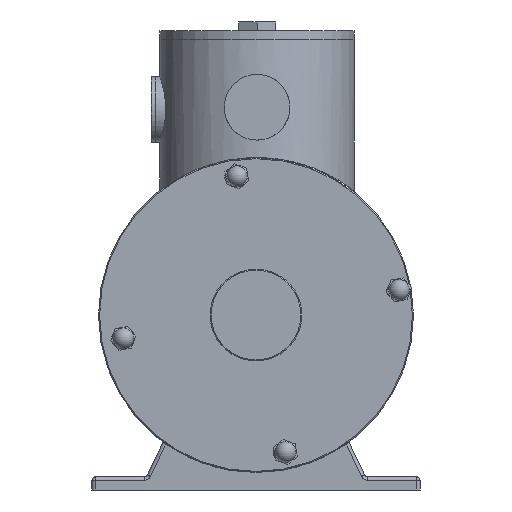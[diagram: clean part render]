
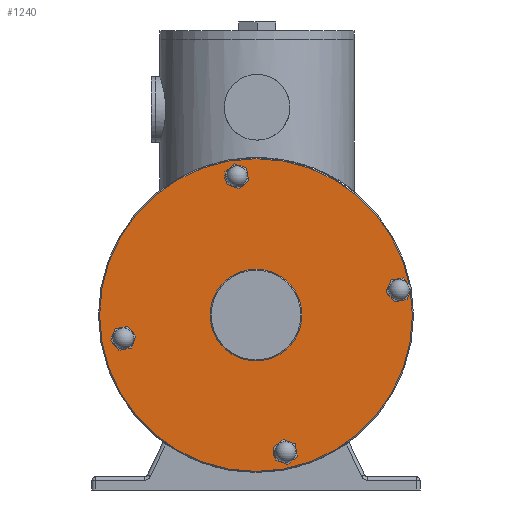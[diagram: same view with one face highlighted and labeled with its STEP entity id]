
A CAD part, front view. The second image highlights one B-rep face of the part: STEP entity #1240.
In plain terms, the highlighted planar face has unit normal (0, -1, 0).
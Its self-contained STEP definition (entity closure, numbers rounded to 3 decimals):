
#1240=ADVANCED_FACE('', (#1250,#1260,#1270,#1280,#1290,#1300), #1310, 
.T.);
#11230=AXIS2_PLACEMENT_3D('Ax2Pl3d', #11240, #11250, #11260);
#11390=AXIS2_PLACEMENT_3D('Ax2Pl3d', #11400, #11410, #11420);
#11550=AXIS2_PLACEMENT_3D('Ax2Pl3d', #11560, #11570, #11580);
#11710=AXIS2_PLACEMENT_3D('Ax2Pl3d', #11720, #11730, #11740);
#12990=AXIS2_PLACEMENT_3D('Ax2Pl3d', #13000, #13010, #13020);
#13030=AXIS2_PLACEMENT_3D('Ax2Pl3d', #13040, #13050, #13060);
#13070=AXIS2_PLACEMENT_3D('Ax2Pl3d', #13080, #13090, #13100);
#11240=CARTESIAN_POINT('HicPkt', (230.399,-142.698,
33.975));
#65480=CARTESIAN_POINT('', (230.399,-142.698,37.225))
;
#11400=CARTESIAN_POINT('HicPkt', (304.541,-142.698,
-17.939));
#65570=CARTESIAN_POINT('', (304.541,-142.698,-14.689))
;
#11560=CARTESIAN_POINT('HicPkt', (252.626,-142.698,
-92.08));
#65660=CARTESIAN_POINT('', (252.626,-142.698,-88.83)
);
#11720=CARTESIAN_POINT('HicPkt', (178.485,-142.698,
-40.166));
#65750=CARTESIAN_POINT('', (178.485,-142.698,-36.916)
);
#13000=CARTESIAN_POINT('HicPkt', (170.013,-142.698,
-29.053));
#13040=CARTESIAN_POINT('HicPkt', (241.513,-142.698,
-29.053));
#66010=CARTESIAN_POINT('', (170.013,-142.698,
-29.053));
#13080=CARTESIAN_POINT('HicPkt', (241.513,-142.698,
-29.053));
#66020=CARTESIAN_POINT('', (220.513,-142.698,-29.053)
);
#70730=CIRCLE('Circle', #11230, 3.25);
#70760=CIRCLE('Circle', #11390, 3.25);
#70790=CIRCLE('Circle', #11550, 3.25);
#70820=CIRCLE('Circle', #11710, 3.25);
#71070=CIRCLE('Circle', #13030, 71.5);
#71080=CIRCLE('Circle', #13070, 21.);
#11250=DIRECTION('Axis', (0.,-1.,
0.));
#11260=DIRECTION('RefDirection', (0.,
0.,-1.));
#11410=DIRECTION('Axis', (0.,-1.,
0.));
#11420=DIRECTION('RefDirection', (0.,
0.,-1.));
#11570=DIRECTION('Axis', (0.,-1.,
0.));
#11580=DIRECTION('RefDirection', (0.,
0.,-1.));
#11730=DIRECTION('Axis', (0.,-1.,
0.));
#11740=DIRECTION('RefDirection', (0.,
0.,-1.));
#13010=DIRECTION('Axis', (0.,-1.,
0.));
#13020=DIRECTION('RefDirection', (0.,
0.,-1.));
#13050=DIRECTION('Axis', (0.,1.,0.))
;
#13060=DIRECTION('RefDirection', (0.,
0.,-1.));
#13090=DIRECTION('Axis', (0.,1.,0.))
;
#13100=DIRECTION('RefDirection', (0.,
0.,-1.));
#89740=EDGE_CURVE('', #89750, #89750, #70730, .T.);
#89920=EDGE_CURVE('', #89930, #89930, #70760, .T.);
#90100=EDGE_CURVE('', #90110, #90110, #70790, .T.);
#90280=EDGE_CURVE('', #90290, #90290, #70820, .T.);
#90890=EDGE_CURVE('', #90900, #90900, #71070, .T.);
#90910=EDGE_CURVE('', #90920, #90920, #71080, .T.);
#100890=EDGE_LOOP('Edge_loop', (#100900));
#100910=EDGE_LOOP('Edge_loop', (#100920));
#100930=EDGE_LOOP('Edge_loop', (#100940));
#100950=EDGE_LOOP('Edge_loop', (#100960));
#100970=EDGE_LOOP('Edge_loop', (#100980));
#100990=EDGE_LOOP('Edge_loop', (#101000));
#1260=FACE_BOUND('', #100910, .T.);
#1270=FACE_BOUND('', #100930, .T.);
#1280=FACE_BOUND('', #100950, .T.);
#1290=FACE_BOUND('', #100970, .T.);
#1300=FACE_BOUND('', #100990, .T.);
#1250=FACE_OUTER_BOUND('Face_outer_bound', #100890, .T.);
#100900=ORIENTED_EDGE('', *, *, #90890, .F.);
#100920=ORIENTED_EDGE('', *, *, #89740, .F.);
#100940=ORIENTED_EDGE('', *, *, #90910, .T.);
#100960=ORIENTED_EDGE('', *, *, #90280, .F.);
#100980=ORIENTED_EDGE('', *, *, #90100, .F.);
#101000=ORIENTED_EDGE('', *, *, #89920, .F.);
#1310=PLANE('Plane', #12990);
#89750=VERTEX_POINT('', #65480);
#89930=VERTEX_POINT('', #65570);
#90110=VERTEX_POINT('', #65660);
#90290=VERTEX_POINT('', #65750);
#90900=VERTEX_POINT('', #66010);
#90920=VERTEX_POINT('', #66020);
